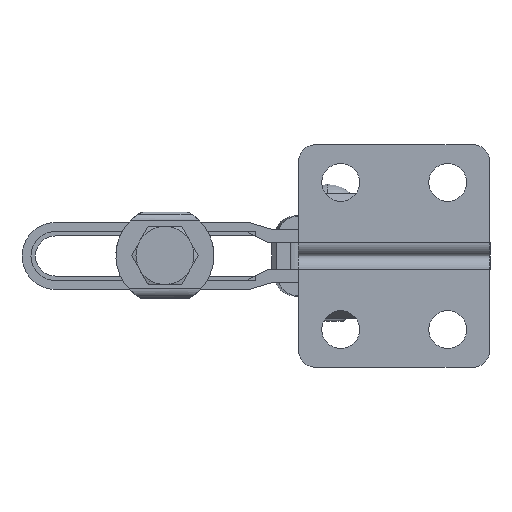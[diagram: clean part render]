
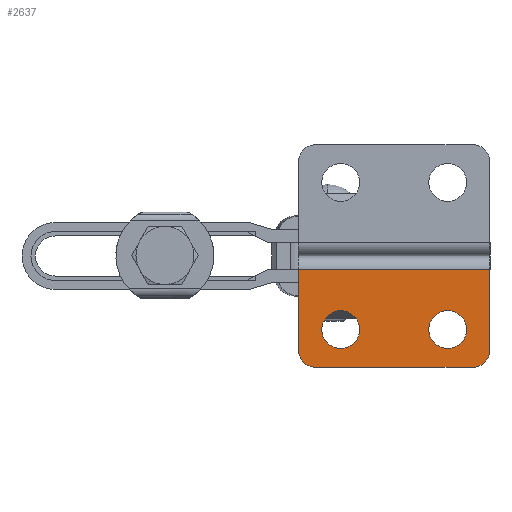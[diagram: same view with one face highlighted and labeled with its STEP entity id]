
A CAD part, front view. The second image highlights one B-rep face of the part: STEP entity #2637.
In plain terms, the highlighted planar face has unit normal (0, -1, 0).
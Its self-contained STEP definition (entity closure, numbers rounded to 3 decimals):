
#75 = AXIS2_PLACEMENT_3D ( 'NONE', #6209, #2917, #10123 ) ;
#142 = ORIENTED_EDGE ( 'NONE', *, *, #8628, .T. ) ;
#258 = EDGE_CURVE ( 'NONE', #11665, #10065, #3495, .T. ) ;
#260 = CARTESIAN_POINT ( 'NONE',  ( -39., 0., -25. ) ) ;
#271 = ORIENTED_EDGE ( 'NONE', *, *, #4580, .F. ) ;
#328 = DIRECTION ( 'NONE',  ( 0., 0., 1. ) ) ;
#439 = ORIENTED_EDGE ( 'NONE', *, *, #7886, .T. ) ;
#448 = VERTEX_POINT ( 'NONE', #6986 ) ;
#709 = ORIENTED_EDGE ( 'NONE', *, *, #12284, .T. ) ;
#723 = FACE_BOUND ( 'NONE', #6838, .T. ) ;
#733 = VERTEX_POINT ( 'NONE', #12686 ) ;
#888 = ORIENTED_EDGE ( 'NONE', *, *, #10968, .F. ) ;
#1210 = CARTESIAN_POINT ( 'NONE',  ( -4., 0., -21. ) ) ;
#1211 = DIRECTION ( 'NONE',  ( 0., 0., 1. ) ) ;
#1552 = AXIS2_PLACEMENT_3D ( 'NONE', #6049, #3070, #5303 ) ;
#1735 = VECTOR ( 'NONE', #12583, 1000. ) ;
#1786 = EDGE_CURVE ( 'NONE', #448, #11665, #5586, .T. ) ;
#1956 = ORIENTED_EDGE ( 'NONE', *, *, #258, .F. ) ;
#2083 = CARTESIAN_POINT ( 'NONE',  ( -9.5, 0., -16.5 ) ) ;
#2226 = CARTESIAN_POINT ( 'NONE',  ( -43., 0., -3. ) ) ;
#2288 = CARTESIAN_POINT ( 'NONE',  ( 0., 0., -3. ) ) ;
#2317 = AXIS2_PLACEMENT_3D ( 'NONE', #2468, #8553, #328 ) ;
#2327 = DIRECTION ( 'NONE',  ( 0., 1., 0. ) ) ;
#2468 = CARTESIAN_POINT ( 'NONE',  ( -33.5, 0., -16.5 ) ) ;
#2637 = ADVANCED_FACE ( 'NONE', ( #5409, #4767, #723 ), #12359, .F. ) ;
#2917 = DIRECTION ( 'NONE',  ( 0., 1., 0. ) ) ;
#2940 = DIRECTION ( 'NONE',  ( -1., 0., 0. ) ) ;
#3070 = DIRECTION ( 'NONE',  ( 0., 1., 0. ) ) ;
#3087 = CIRCLE ( 'NONE', #7650, 4.25 ) ;
#3495 = LINE ( 'NONE', #7982, #1735 ) ;
#3924 = CARTESIAN_POINT ( 'NONE',  ( -9.5, 0., -20.75 ) ) ;
#3973 = ORIENTED_EDGE ( 'NONE', *, *, #12546, .T. ) ;
#4181 = DIRECTION ( 'NONE',  ( 0., 0., 1. ) ) ;
#4293 = AXIS2_PLACEMENT_3D ( 'NONE', #10708, #11911, #4616 ) ;
#4517 = VERTEX_POINT ( 'NONE', #13025 ) ;
#4580 = EDGE_CURVE ( 'NONE', #4517, #8520, #12851, .T. ) ;
#4616 = DIRECTION ( 'NONE',  ( 0., 0., 1. ) ) ;
#4767 = FACE_BOUND ( 'NONE', #9239, .T. ) ;
#5303 = DIRECTION ( 'NONE',  ( 0., 0., 1. ) ) ;
#5308 = DIRECTION ( 'NONE',  ( 0., 0., 1. ) ) ;
#5403 = ORIENTED_EDGE ( 'NONE', *, *, #10429, .T. ) ;
#5409 = FACE_OUTER_BOUND ( 'NONE', #11254, .T. ) ;
#5586 = LINE ( 'NONE', #6197, #6052 ) ;
#5663 = VERTEX_POINT ( 'NONE', #3924 ) ;
#6049 = CARTESIAN_POINT ( 'NONE',  ( -9.5, 0., -16.5 ) ) ;
#6052 = VECTOR ( 'NONE', #12397, 1000. ) ;
#6197 = CARTESIAN_POINT ( 'NONE',  ( -43., 0., -3. ) ) ;
#6209 = CARTESIAN_POINT ( 'NONE',  ( 0., 0., -3. ) ) ;
#6408 = DIRECTION ( 'NONE',  ( 0., 1., 0. ) ) ;
#6460 = ORIENTED_EDGE ( 'NONE', *, *, #1786, .F. ) ;
#6696 = CIRCLE ( 'NONE', #1552, 4.25 ) ;
#6764 = ORIENTED_EDGE ( 'NONE', *, *, #8534, .F. ) ;
#6838 = EDGE_LOOP ( 'NONE', ( #3973, #142 ) ) ;
#6986 = CARTESIAN_POINT ( 'NONE',  ( -43., 0., -21. ) ) ;
#6988 = CIRCLE ( 'NONE', #4293, 4.25 ) ;
#7173 = CARTESIAN_POINT ( 'NONE',  ( -4., 0., -25. ) ) ;
#7592 = VECTOR ( 'NONE', #1211, 1000. ) ;
#7650 = AXIS2_PLACEMENT_3D ( 'NONE', #2083, #9159, #4181 ) ;
#7886 = EDGE_CURVE ( 'NONE', #5663, #733, #6696, .T. ) ;
#7982 = CARTESIAN_POINT ( 'NONE',  ( 0., 0., -3. ) ) ;
#8520 = VERTEX_POINT ( 'NONE', #260 ) ;
#8534 = EDGE_CURVE ( 'NONE', #9120, #4517, #12143, .T. ) ;
#8553 = DIRECTION ( 'NONE',  ( 0., 1., 0. ) ) ;
#8628 = EDGE_CURVE ( 'NONE', #10135, #12003, #6988, .T. ) ;
#8914 = AXIS2_PLACEMENT_3D ( 'NONE', #1210, #2327, #12673 ) ;
#9120 = VERTEX_POINT ( 'NONE', #9463 ) ;
#9159 = DIRECTION ( 'NONE',  ( 0., 1., 0. ) ) ;
#9239 = EDGE_LOOP ( 'NONE', ( #709, #439 ) ) ;
#9463 = CARTESIAN_POINT ( 'NONE',  ( 0., 0., -21. ) ) ;
#9685 = LINE ( 'NONE', #2288, #7592 ) ;
#10065 = VERTEX_POINT ( 'NONE', #13229 ) ;
#10123 = DIRECTION ( 'NONE',  ( 1., 0., 0. ) ) ;
#10135 = VERTEX_POINT ( 'NONE', #12199 ) ;
#10171 = CIRCLE ( 'NONE', #2317, 4.25 ) ;
#10416 = CARTESIAN_POINT ( 'NONE',  ( -39., 0., -21. ) ) ;
#10429 = EDGE_CURVE ( 'NONE', #9120, #10065, #9685, .T. ) ;
#10708 = CARTESIAN_POINT ( 'NONE',  ( -33.5, 0., -16.5 ) ) ;
#10935 = VECTOR ( 'NONE', #2940, 1000. ) ;
#10968 = EDGE_CURVE ( 'NONE', #8520, #448, #11011, .T. ) ;
#11011 = CIRCLE ( 'NONE', #12573, 4. ) ;
#11254 = EDGE_LOOP ( 'NONE', ( #6460, #888, #271, #6764, #5403, #1956 ) ) ;
#11665 = VERTEX_POINT ( 'NONE', #2226 ) ;
#11901 = CARTESIAN_POINT ( 'NONE',  ( -33.5, 0., -12.25 ) ) ;
#11911 = DIRECTION ( 'NONE',  ( 0., 1., 0. ) ) ;
#12003 = VERTEX_POINT ( 'NONE', #11901 ) ;
#12143 = CIRCLE ( 'NONE', #8914, 4. ) ;
#12199 = CARTESIAN_POINT ( 'NONE',  ( -33.5, 0., -20.75 ) ) ;
#12284 = EDGE_CURVE ( 'NONE', #733, #5663, #3087, .T. ) ;
#12359 = PLANE ( 'NONE',  #75 ) ;
#12397 = DIRECTION ( 'NONE',  ( 0., 0., 1. ) ) ;
#12546 = EDGE_CURVE ( 'NONE', #12003, #10135, #10171, .T. ) ;
#12573 = AXIS2_PLACEMENT_3D ( 'NONE', #10416, #6408, #5308 ) ;
#12583 = DIRECTION ( 'NONE',  ( 1., 0., 0. ) ) ;
#12673 = DIRECTION ( 'NONE',  ( 0., 0., 1. ) ) ;
#12686 = CARTESIAN_POINT ( 'NONE',  ( -9.5, 0., -12.25 ) ) ;
#12851 = LINE ( 'NONE', #7173, #10935 ) ;
#13025 = CARTESIAN_POINT ( 'NONE',  ( -4., 0., -25. ) ) ;
#13229 = CARTESIAN_POINT ( 'NONE',  ( 0., 0., -3. ) ) ;
